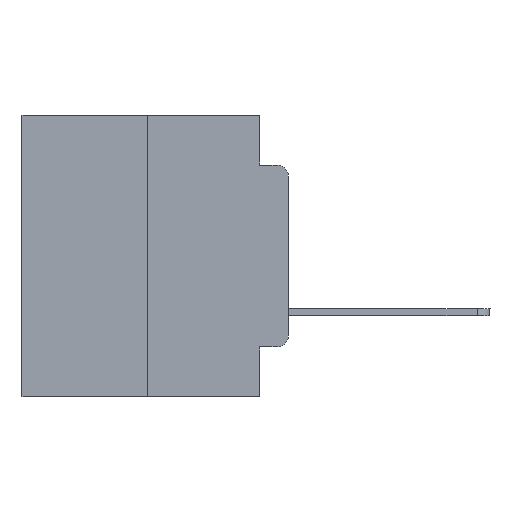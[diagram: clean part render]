
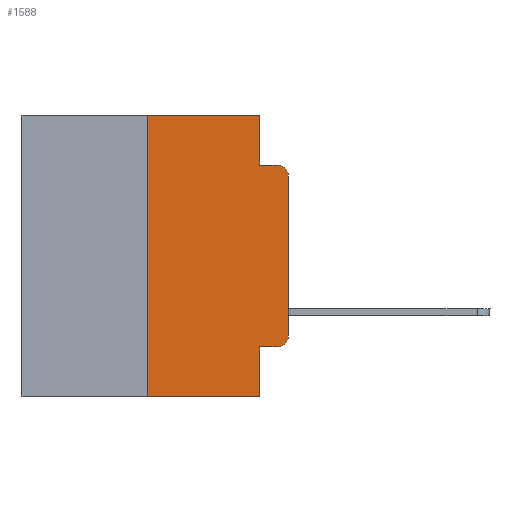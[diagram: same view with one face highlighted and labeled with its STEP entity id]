
A CAD part, left-side view. The second image highlights one B-rep face of the part: STEP entity #1588.
In plain terms, the highlighted planar face has unit normal (-1, 0, 0).
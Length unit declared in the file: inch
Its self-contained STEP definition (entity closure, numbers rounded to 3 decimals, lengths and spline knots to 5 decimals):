
#81 = CARTESIAN_POINT ( 'NONE',  ( 0., 0.051, -0.4115 ) ) ;
#319 = ORIENTED_EDGE ( 'NONE', *, *, #2007, .T. ) ;
#499 = EDGE_CURVE ( 'NONE', #2726, #10130, #17982, .T. ) ;
#500 = DIRECTION ( 'NONE',  ( -1., 0., 0. ) ) ;
#1270 = ORIENTED_EDGE ( 'NONE', *, *, #499, .F. ) ;
#1501 = LINE ( 'NONE', #17928, #21942 ) ;
#1588 = ADVANCED_FACE ( 'NONE', ( #16925 ), #8935, .F. ) ;
#1943 = CARTESIAN_POINT ( 'NONE',  ( 0., 0.473, -0.5 ) ) ;
#2007 = EDGE_CURVE ( 'NONE', #2726, #6868, #2477, .T. ) ;
#2088 = LINE ( 'NONE', #4222, #3472 ) ;
#2477 = LINE ( 'NONE', #81, #21611 ) ;
#2726 = VERTEX_POINT ( 'NONE', #5221 ) ;
#2885 = VECTOR ( 'NONE', #21548, 39.37008 ) ;
#3108 = LINE ( 'NONE', #14997, #2885 ) ;
#3472 = VECTOR ( 'NONE', #7968, 39.37008 ) ;
#3480 = CARTESIAN_POINT ( 'NONE',  ( 0., 0.25, -0.5 ) ) ;
#3662 = EDGE_CURVE ( 'NONE', #9417, #10130, #26022, .T. ) ;
#3674 = DIRECTION ( 'NONE',  ( 0., -1., 0. ) ) ;
#4222 = CARTESIAN_POINT ( 'NONE',  ( 0., 0.473, 0. ) ) ;
#4257 = DIRECTION ( 'NONE',  ( 0., 0., -1. ) ) ;
#4749 = DIRECTION ( 'NONE',  ( 0., -1., 0. ) ) ;
#4875 = CARTESIAN_POINT ( 'NONE',  ( 0., 0.051, -0.0885 ) ) ;
#4947 = ORIENTED_EDGE ( 'NONE', *, *, #26225, .F. ) ;
#5221 = CARTESIAN_POINT ( 'NONE',  ( 0., 0.051, -0.4115 ) ) ;
#5830 = DIRECTION ( 'NONE',  ( 0., 0., -1. ) ) ;
#6004 = ORIENTED_EDGE ( 'NONE', *, *, #3662, .T. ) ;
#6190 = ORIENTED_EDGE ( 'NONE', *, *, #12224, .T. ) ;
#6372 = CARTESIAN_POINT ( 'NONE',  ( 0., 0.051, -0.5 ) ) ;
#6477 = VECTOR ( 'NONE', #3674, 39.37008 ) ;
#6604 = DIRECTION ( 'NONE',  ( 0., 0., -1. ) ) ;
#6868 = VERTEX_POINT ( 'NONE', #19074 ) ;
#7503 = CIRCLE ( 'NONE', #23259, 0.02 ) ;
#7512 = DIRECTION ( 'NONE',  ( 0., 0., -1. ) ) ;
#7817 = ORIENTED_EDGE ( 'NONE', *, *, #10074, .T. ) ;
#7968 = DIRECTION ( 'NONE',  ( 0., -1., 0. ) ) ;
#8829 = EDGE_CURVE ( 'NONE', #22568, #12265, #7503, .T. ) ;
#8935 = PLANE ( 'NONE',  #16929 ) ;
#9417 = VERTEX_POINT ( 'NONE', #3480 ) ;
#10074 = EDGE_CURVE ( 'NONE', #6868, #12932, #16505, .T. ) ;
#10130 = VERTEX_POINT ( 'NONE', #6372 ) ;
#10331 = VECTOR ( 'NONE', #5830, 39.37008 ) ;
#11017 = CARTESIAN_POINT ( 'NONE',  ( 0., 0.02, -0.1085 ) ) ;
#11691 = CARTESIAN_POINT ( 'NONE',  ( 0., 0.051, 0. ) ) ;
#11793 = CARTESIAN_POINT ( 'NONE',  ( 0., 0.02, -0.0885 ) ) ;
#12224 = EDGE_CURVE ( 'NONE', #12932, #22568, #3108, .T. ) ;
#12265 = VERTEX_POINT ( 'NONE', #11793 ) ;
#12645 = CARTESIAN_POINT ( 'NONE',  ( 0., 0.02, -0.3915 ) ) ;
#12932 = VERTEX_POINT ( 'NONE', #22296 ) ;
#13101 = AXIS2_PLACEMENT_3D ( 'NONE', #12645, #500, #17051 ) ;
#13983 = EDGE_LOOP ( 'NONE', ( #6190, #18845, #4947, #22231, #20461, #14399, #6004, #1270, #319, #7817 ) ) ;
#14399 = ORIENTED_EDGE ( 'NONE', *, *, #22241, .F. ) ;
#14997 = CARTESIAN_POINT ( 'NONE',  ( 0., 0., 0. ) ) ;
#16382 = EDGE_CURVE ( 'NONE', #16563, #17976, #2088, .T. ) ;
#16505 = CIRCLE ( 'NONE', #13101, 0.02 ) ;
#16563 = VERTEX_POINT ( 'NONE', #20654 ) ;
#16740 = DIRECTION ( 'NONE',  ( -1., 0., 0. ) ) ;
#16925 = FACE_OUTER_BOUND ( 'NONE', #13983, .T. ) ;
#16929 = AXIS2_PLACEMENT_3D ( 'NONE', #25097, #22542, #4257 ) ;
#17051 = DIRECTION ( 'NONE',  ( 0., 0., -1. ) ) ;
#17928 = CARTESIAN_POINT ( 'NONE',  ( 0., 0.051, 0. ) ) ;
#17976 = VERTEX_POINT ( 'NONE', #11691 ) ;
#17982 = LINE ( 'NONE', #21728, #10331 ) ;
#18634 = DIRECTION ( 'NONE',  ( 0., -1., 0. ) ) ;
#18636 = LINE ( 'NONE', #18774, #25581 ) ;
#18774 = CARTESIAN_POINT ( 'NONE',  ( 0., 0.051, -0.0885 ) ) ;
#18845 = ORIENTED_EDGE ( 'NONE', *, *, #8829, .T. ) ;
#19074 = CARTESIAN_POINT ( 'NONE',  ( 0., 0.02, -0.4115 ) ) ;
#20461 = ORIENTED_EDGE ( 'NONE', *, *, #16382, .F. ) ;
#20638 = EDGE_CURVE ( 'NONE', #17976, #24029, #1501, .T. ) ;
#20654 = CARTESIAN_POINT ( 'NONE',  ( 0., 0.25, 0. ) ) ;
#21548 = DIRECTION ( 'NONE',  ( 0., 0., 1. ) ) ;
#21611 = VECTOR ( 'NONE', #18634, 39.37008 ) ;
#21728 = CARTESIAN_POINT ( 'NONE',  ( 0., 0.051, 0. ) ) ;
#21771 = DIRECTION ( 'NONE',  ( 0., 0., 1. ) ) ;
#21942 = VECTOR ( 'NONE', #7512, 39.37008 ) ;
#22029 = LINE ( 'NONE', #26343, #24077 ) ;
#22231 = ORIENTED_EDGE ( 'NONE', *, *, #20638, .F. ) ;
#22241 = EDGE_CURVE ( 'NONE', #9417, #16563, #22029, .T. ) ;
#22296 = CARTESIAN_POINT ( 'NONE',  ( 0., 0., -0.3915 ) ) ;
#22542 = DIRECTION ( 'NONE',  ( 1., 0., 0. ) ) ;
#22568 = VERTEX_POINT ( 'NONE', #23206 ) ;
#23206 = CARTESIAN_POINT ( 'NONE',  ( 0., 0., -0.1085 ) ) ;
#23259 = AXIS2_PLACEMENT_3D ( 'NONE', #11017, #16740, #6604 ) ;
#24029 = VERTEX_POINT ( 'NONE', #4875 ) ;
#24077 = VECTOR ( 'NONE', #21771, 39.37008 ) ;
#25097 = CARTESIAN_POINT ( 'NONE',  ( 0., 0.473, 0. ) ) ;
#25581 = VECTOR ( 'NONE', #4749, 39.37008 ) ;
#26022 = LINE ( 'NONE', #1943, #6477 ) ;
#26225 = EDGE_CURVE ( 'NONE', #24029, #12265, #18636, .T. ) ;
#26343 = CARTESIAN_POINT ( 'NONE',  ( 0., 0.25, 0. ) ) ;
